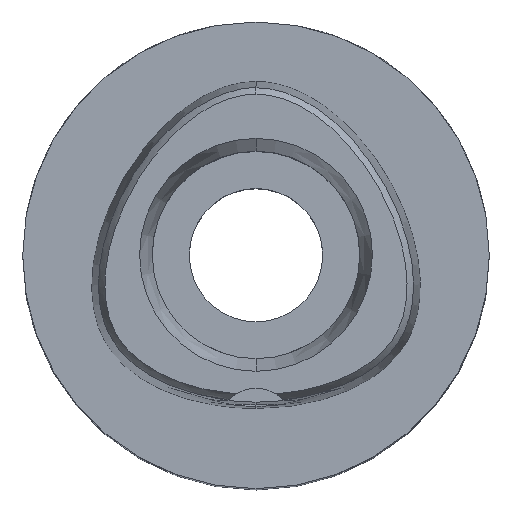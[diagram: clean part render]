
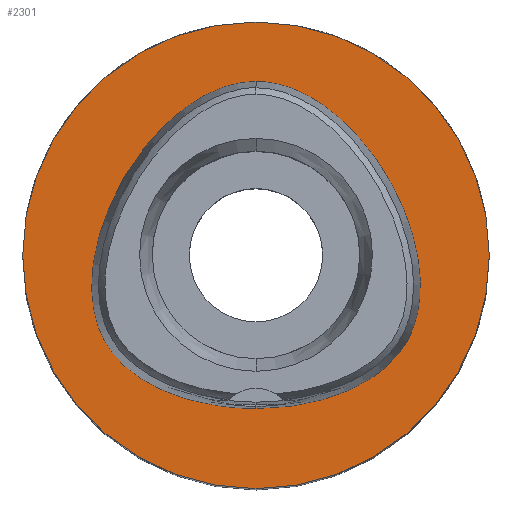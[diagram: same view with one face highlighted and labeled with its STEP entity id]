
A CAD part, top view. The second image highlights one B-rep face of the part: STEP entity #2301.
In plain terms, the highlighted planar face has unit normal (0, 0, 1).
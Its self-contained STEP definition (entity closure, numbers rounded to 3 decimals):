
#288=CARTESIAN_POINT('',(0.,0.,0.));
#289=DIRECTION('',(0.,0.,-1.));
#290=DIRECTION('',(0.,-1.,0.));
#291=AXIS2_PLACEMENT_3D('',#288,#289,#290);
#296=CARTESIAN_POINT('',(0.,0.,0.));
#297=DIRECTION('',(0.,0.,-1.));
#298=DIRECTION('',(0.,1.,0.));
#299=AXIS2_PLACEMENT_3D('',#296,#297,#298);
#304=CARTESIAN_POINT('',(0.,-20.675,0.));
#305=CARTESIAN_POINT('',(0.915,-20.675,0.));
#306=CARTESIAN_POINT('',(2.713,-20.605,
0.));
#307=CARTESIAN_POINT('',(5.335,-20.302,0.));
#308=CARTESIAN_POINT('',(7.806,-19.82,0.));
#309=CARTESIAN_POINT('',(10.068,-19.189,0.));
#310=CARTESIAN_POINT('',(12.089,-18.443,0.));
#311=CARTESIAN_POINT('',(13.866,-17.613,0.));
#312=CARTESIAN_POINT('',(15.414,-16.72,0.));
#313=CARTESIAN_POINT('',(16.744,-15.785,0.));
#314=CARTESIAN_POINT('',(17.887,-14.813,0.));
#315=CARTESIAN_POINT('',(18.852,-13.82,0.));
#316=CARTESIAN_POINT('',(19.667,-12.801,0.));
#317=CARTESIAN_POINT('',(20.353,-11.741,0.));
#318=CARTESIAN_POINT('',(20.923,-10.622,0.));
#319=CARTESIAN_POINT('',(21.396,-9.411,0.));
#320=CARTESIAN_POINT('',(21.772,-8.085,0.));
#321=CARTESIAN_POINT('',(22.042,-6.61,0.));
#322=CARTESIAN_POINT('',(22.187,-4.987,0.));
#323=CARTESIAN_POINT('',(22.186,-3.199,0.));
#324=CARTESIAN_POINT('',(22.016,-1.24,0.));
#325=CARTESIAN_POINT('',(21.65,0.886,0.));
#326=CARTESIAN_POINT('',(21.064,3.163,0.));
#327=CARTESIAN_POINT('',(20.245,5.545,0.));
#328=CARTESIAN_POINT('',(19.189,7.979,0.));
#329=CARTESIAN_POINT('',(17.919,10.383,0.));
#330=CARTESIAN_POINT('',(16.469,12.681,0.));
#331=CARTESIAN_POINT('',(14.887,14.806,0.));
#332=CARTESIAN_POINT('',(13.233,16.7,0.));
#333=CARTESIAN_POINT('',(11.556,18.339,0.));
#334=CARTESIAN_POINT('',(9.9,19.712,0.));
#335=CARTESIAN_POINT('',(8.291,20.833,0.));
#336=CARTESIAN_POINT('',(6.746,21.722,0.));
#337=CARTESIAN_POINT('',(5.271,22.404,0.));
#338=CARTESIAN_POINT('',(3.863,22.904,0.));
#339=CARTESIAN_POINT('',(2.518,23.241,0.));
#340=CARTESIAN_POINT('',(1.232,23.434,
0.));
#341=CARTESIAN_POINT('',(0.405,23.475,
0.));
#342=CARTESIAN_POINT('',(0.,23.475,
0.));
#347=CARTESIAN_POINT('',(0.,23.475,
0.));
#348=CARTESIAN_POINT('',(-0.403,23.475,
0.));
#349=CARTESIAN_POINT('',(-1.227,23.434,
0.));
#350=CARTESIAN_POINT('',(-2.507,23.243,0.));
#351=CARTESIAN_POINT('',(-3.847,22.908,0.));
#352=CARTESIAN_POINT('',(-5.253,22.412,0.));
#353=CARTESIAN_POINT('',(-6.729,21.732,0.));
#354=CARTESIAN_POINT('',(-8.277,20.843,0.));
#355=CARTESIAN_POINT('',(-9.889,19.721,0.));
#356=CARTESIAN_POINT('',(-11.551,18.344,0.));
#357=CARTESIAN_POINT('',(-13.233,16.701,0.));
#358=CARTESIAN_POINT('',(-14.894,14.798,0.));
#359=CARTESIAN_POINT('',(-16.479,12.666,0.));
#360=CARTESIAN_POINT('',(-17.932,10.361,0.));
#361=CARTESIAN_POINT('',(-19.203,7.951,0.));
#362=CARTESIAN_POINT('',(-20.258,5.511,0.));
#363=CARTESIAN_POINT('',(-21.077,3.122,0.));
#364=CARTESIAN_POINT('',(-21.659,0.843,0.));
#365=CARTESIAN_POINT('',(-22.022,-1.285,0.));
#366=CARTESIAN_POINT('',(-22.188,-3.244,0.));
#367=CARTESIAN_POINT('',(-22.185,-5.029,0.));
#368=CARTESIAN_POINT('',(-22.037,-6.649,0.));
#369=CARTESIAN_POINT('',(-21.765,-8.114,0.));
#370=CARTESIAN_POINT('',(-21.385,-9.445,0.));
#371=CARTESIAN_POINT('',(-20.911,-10.648,0.));
#372=CARTESIAN_POINT('',(-20.349,-11.745,0.));
#373=CARTESIAN_POINT('',(-19.68,-12.781,0.));
#374=CARTESIAN_POINT('',(-18.874,-13.795,0.));
#375=CARTESIAN_POINT('',(-17.912,-14.789,0.));
#376=CARTESIAN_POINT('',(-16.78,-15.757,0.));
#377=CARTESIAN_POINT('',(-15.452,-16.696,0.));
#378=CARTESIAN_POINT('',(-13.908,-17.592,0.));
#379=CARTESIAN_POINT('',(-12.129,-18.427,0.));
#380=CARTESIAN_POINT('',(-10.104,-19.178,0.));
#381=CARTESIAN_POINT('',(-7.839,-19.813,0.));
#382=CARTESIAN_POINT('',(-5.361,-20.299,0.));
#383=CARTESIAN_POINT('',(-2.717,-20.605,
0.));
#384=CARTESIAN_POINT('',(-0.916,-20.675,0.));
#385=CARTESIAN_POINT('',(0.,-20.675,0.));
#1488=VERTEX_POINT('',#347);
#1489=VERTEX_POINT('',#385);
#1494=CARTESIAN_POINT('',(0.,-31.5,0.));
#1495=CARTESIAN_POINT('',(0.,31.5,0.));
#1496=VERTEX_POINT('',#1494);
#1497=VERTEX_POINT('',#1495);
#2285=CARTESIAN_POINT('',(0.,0.,0.));
#2286=DIRECTION('',(0.,0.,-1.));
#2287=DIRECTION('',(0.,-1.,0.));
#2288=AXIS2_PLACEMENT_3D('',#2285,#2286,#2287);
#2289=PLANE('',#2288);
#2291=ORIENTED_EDGE('',*,*,#2290,.T.);
#2293=ORIENTED_EDGE('',*,*,#2292,.T.);
#2294=EDGE_LOOP('',(#2291,#2293));
#2295=FACE_OUTER_BOUND('',#2294,.F.);
#2297=ORIENTED_EDGE('',*,*,#2296,.T.);
#2298=ORIENTED_EDGE('',*,*,#2268,.T.);
#2299=EDGE_LOOP('',(#2297,#2298));
#2300=FACE_BOUND('',#2299,.F.);
#292=CIRCLE('',#291,31.5);
#300=CIRCLE('',#299,31.5);
#343=B_SPLINE_CURVE_WITH_KNOTS('',3,(#304,#305,#306,#307,#308,#309,#310,#311,
#312,#313,#314,#315,#316,#317,#318,#319,#320,#321,#322,#323,#324,#325,#326,#327,
#328,#329,#330,#331,#332,#333,#334,#335,#336,#337,#338,#339,#340,#341,#342),
.UNSPECIFIED.,.F.,.F.,(4,1,1,1,1,1,1,1,1,1,1,1,1,1,1,1,1,1,1,1,1,1,1,1,1,1,1,1,
1,1,1,1,1,1,1,1,4),(0.,0.028,0.056,0.083,
0.111,0.139,0.167,0.194,
0.222,0.25,0.278,0.306,0.333,
0.361,0.389,0.417,0.444,
0.472,0.5,0.528,0.556,0.583,
0.611,0.639,0.667,0.694,
0.722,0.75,0.778,0.806,0.833,
0.861,0.889,0.917,0.944,
0.972,1.),.UNSPECIFIED.);
#386=B_SPLINE_CURVE_WITH_KNOTS('',3,(#347,#348,#349,#350,#351,#352,#353,#354,
#355,#356,#357,#358,#359,#360,#361,#362,#363,#364,#365,#366,#367,#368,#369,#370,
#371,#372,#373,#374,#375,#376,#377,#378,#379,#380,#381,#382,#383,#384,#385),
.UNSPECIFIED.,.F.,.F.,(4,1,1,1,1,1,1,1,1,1,1,1,1,1,1,1,1,1,1,1,1,1,1,1,1,1,1,1,
1,1,1,1,1,1,1,1,4),(0.,0.028,0.056,0.083,
0.111,0.139,0.167,0.194,
0.222,0.25,0.278,0.306,0.333,
0.361,0.389,0.417,0.444,
0.472,0.5,0.528,0.556,0.583,
0.611,0.639,0.667,0.694,
0.722,0.75,0.778,0.806,0.833,
0.861,0.889,0.917,0.944,
0.972,1.),.UNSPECIFIED.);
#2268=EDGE_CURVE('',#1488,#1489,#386,.T.);
#2290=EDGE_CURVE('',#1496,#1497,#292,.T.);
#2292=EDGE_CURVE('',#1497,#1496,#300,.T.);
#2296=EDGE_CURVE('',#1489,#1488,#343,.T.);
#2301=ADVANCED_FACE('',(#2295,#2300),#2289,.F.);
